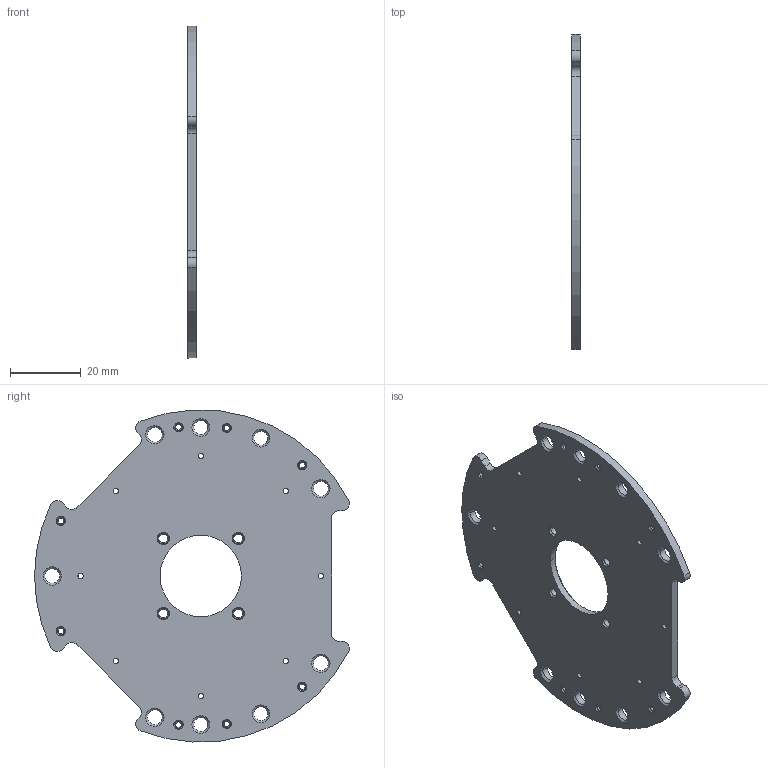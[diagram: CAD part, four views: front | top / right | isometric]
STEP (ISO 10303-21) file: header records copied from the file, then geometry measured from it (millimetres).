
FILE_DESCRIPTION((''),'2;1');
FILE_NAME('TDC_NECK_HBUO','2021-11-18T11:22:48',('rein_je'),(''),'CREO PARAMETRIC BY PTC INC, 2019471','CREO PARAMETRIC BY PTC INC, 2019471','');
FILE_SCHEMA(('AUTOMOTIVE_DESIGN { 1 0 10303 214 1 1 1 1 }'));
Length unit declared in the file: millimetre
Products named in the file (1): TDC_NECK_HBUO
Bounding box: 2.3 x 89.06 x 93.9 mm (x, y, z)
Volume: 12789.7 mm3; surface area: 12691.1 mm2
Topology: 1 solids, 13 shells, 154 faces, 541 edges, 424 vertices
Faces by surface type: cylinder 99, cone 44, plane 11
Entity records: 7665 total; most frequent: DIRECTION 1167, CARTESIAN_POINT 962, ORIENTED_EDGE 776, PRESENTATION_STYLE_ASSIGNMENT 555, STYLED_ITEM 555, CURVE_STYLE 542, AXIS2_PLACEMENT_3D 467, EDGE_CURVE 412
